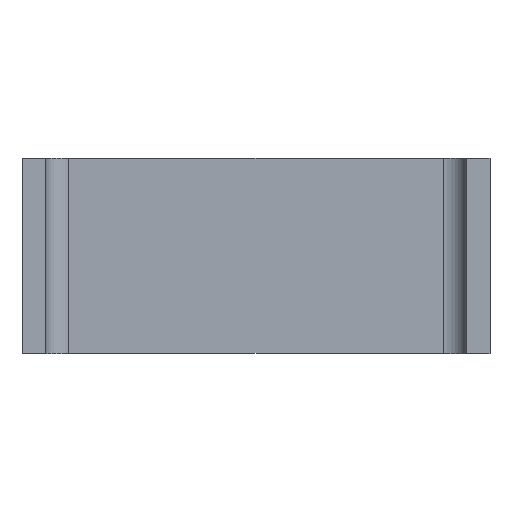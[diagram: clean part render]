
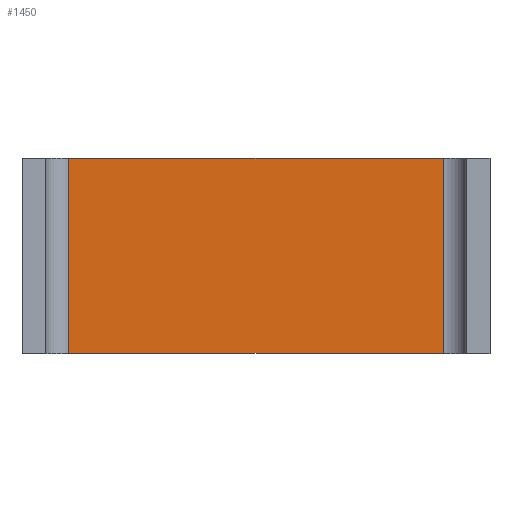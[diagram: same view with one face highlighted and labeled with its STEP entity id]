
A CAD part, left-side view. The second image highlights one B-rep face of the part: STEP entity #1450.
In plain terms, the highlighted planar face has unit normal (-1, 0, 0).
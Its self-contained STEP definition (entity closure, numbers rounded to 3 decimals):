
#319 = VERTEX_POINT('',#320);
#320 = CARTESIAN_POINT('',(174.,-161.,-440.3));
#334 = PLANE('',#335);
#335 = AXIS2_PLACEMENT_3D('',#336,#337,#338);
#336 = CARTESIAN_POINT('',(175.5,-185.,-440.3));
#337 = DIRECTION('',(0.,0.,1.));
#338 = DIRECTION('',(0.,-1.,0.));
#365 = CYLINDRICAL_SURFACE('',#366,3.);
#366 = AXIS2_PLACEMENT_3D('',#367,#368,#369);
#367 = CARTESIAN_POINT('',(171.,-161.,-440.3));
#368 = DIRECTION('',(0.,0.,1.));
#369 = DIRECTION('',(1.,0.,0.));
#485 = PLANE('',#486);
#486 = AXIS2_PLACEMENT_3D('',#487,#488,#489);
#487 = CARTESIAN_POINT('',(175.5,-185.,-465.3));
#488 = DIRECTION('',(0.,0.,1.));
#489 = DIRECTION('',(0.,-1.,0.));
#527 = VERTEX_POINT('',#528);
#528 = CARTESIAN_POINT('',(174.,-209.,-440.3));
#554 = EDGE_CURVE('',#319,#527,#555,.T.);
#555 = SURFACE_CURVE('',#556,(#560,#567),.PCURVE_S1.);
#556 = LINE('',#557,#558);
#557 = CARTESIAN_POINT('',(174.,-161.,-440.3));
#558 = VECTOR('',#559,1.);
#559 = DIRECTION('',(0.,-1.,0.));
#560 = PCURVE('',#334,#561);
#561 = DEFINITIONAL_REPRESENTATION('',(#562),#566);
#562 = LINE('',#563,#564);
#563 = CARTESIAN_POINT('',(-24.,-1.5));
#564 = VECTOR('',#565,1.);
#565 = DIRECTION('',(1.,0.));
#566 = ( GEOMETRIC_REPRESENTATION_CONTEXT(2) 
PARAMETRIC_REPRESENTATION_CONTEXT() REPRESENTATION_CONTEXT('2D SPACE',''
  ) );
#567 = PCURVE('',#568,#573);
#568 = PLANE('',#569);
#569 = AXIS2_PLACEMENT_3D('',#570,#571,#572);
#570 = CARTESIAN_POINT('',(174.,-155.,-440.3));
#571 = DIRECTION('',(1.,0.,0.));
#572 = DIRECTION('',(0.,-1.,0.));
#573 = DEFINITIONAL_REPRESENTATION('',(#574),#578);
#574 = LINE('',#575,#576);
#575 = CARTESIAN_POINT('',(6.,0.));
#576 = VECTOR('',#577,1.);
#577 = DIRECTION('',(1.,0.));
#578 = ( GEOMETRIC_REPRESENTATION_CONTEXT(2) 
PARAMETRIC_REPRESENTATION_CONTEXT() REPRESENTATION_CONTEXT('2D SPACE',''
  ) );
#660 = CYLINDRICAL_SURFACE('',#661,3.);
#661 = AXIS2_PLACEMENT_3D('',#662,#663,#664);
#662 = CARTESIAN_POINT('',(171.,-209.,-440.3));
#663 = DIRECTION('',(0.,0.,1.));
#664 = DIRECTION('',(0.,-1.,0.));
#1111 = VERTEX_POINT('',#1112);
#1112 = CARTESIAN_POINT('',(174.,-209.,-465.3));
#1164 = VERTEX_POINT('',#1165);
#1165 = CARTESIAN_POINT('',(174.,-161.,-465.3));
#1186 = EDGE_CURVE('',#1164,#1111,#1187,.T.);
#1187 = SURFACE_CURVE('',#1188,(#1192,#1199),.PCURVE_S1.);
#1188 = LINE('',#1189,#1190);
#1189 = CARTESIAN_POINT('',(174.,-161.,-465.3));
#1190 = VECTOR('',#1191,1.);
#1191 = DIRECTION('',(0.,-1.,0.));
#1192 = PCURVE('',#485,#1193);
#1193 = DEFINITIONAL_REPRESENTATION('',(#1194),#1198);
#1194 = LINE('',#1195,#1196);
#1195 = CARTESIAN_POINT('',(-24.,-1.5));
#1196 = VECTOR('',#1197,1.);
#1197 = DIRECTION('',(1.,0.));
#1198 = ( GEOMETRIC_REPRESENTATION_CONTEXT(2) 
PARAMETRIC_REPRESENTATION_CONTEXT() REPRESENTATION_CONTEXT('2D SPACE',''
  ) );
#1199 = PCURVE('',#568,#1200);
#1200 = DEFINITIONAL_REPRESENTATION('',(#1201),#1205);
#1201 = LINE('',#1202,#1203);
#1202 = CARTESIAN_POINT('',(6.,25.));
#1203 = VECTOR('',#1204,1.);
#1204 = DIRECTION('',(1.,0.));
#1205 = ( GEOMETRIC_REPRESENTATION_CONTEXT(2) 
PARAMETRIC_REPRESENTATION_CONTEXT() REPRESENTATION_CONTEXT('2D SPACE',''
  ) );
#1427 = EDGE_CURVE('',#319,#1164,#1428,.T.);
#1428 = SURFACE_CURVE('',#1429,(#1433,#1440),.PCURVE_S1.);
#1429 = LINE('',#1430,#1431);
#1430 = CARTESIAN_POINT('',(174.,-161.,-440.3));
#1431 = VECTOR('',#1432,1.);
#1432 = DIRECTION('',(0.,0.,-1.));
#1433 = PCURVE('',#365,#1434);
#1434 = DEFINITIONAL_REPRESENTATION('',(#1435),#1439);
#1435 = LINE('',#1436,#1437);
#1436 = CARTESIAN_POINT('',(0.,0.));
#1437 = VECTOR('',#1438,1.);
#1438 = DIRECTION('',(0.,-1.));
#1439 = ( GEOMETRIC_REPRESENTATION_CONTEXT(2) 
PARAMETRIC_REPRESENTATION_CONTEXT() REPRESENTATION_CONTEXT('2D SPACE',''
  ) );
#1440 = PCURVE('',#568,#1441);
#1441 = DEFINITIONAL_REPRESENTATION('',(#1442),#1446);
#1442 = LINE('',#1443,#1444);
#1443 = CARTESIAN_POINT('',(6.,0.));
#1444 = VECTOR('',#1445,1.);
#1445 = DIRECTION('',(0.,1.));
#1446 = ( GEOMETRIC_REPRESENTATION_CONTEXT(2) 
PARAMETRIC_REPRESENTATION_CONTEXT() REPRESENTATION_CONTEXT('2D SPACE',''
  ) );
#1450 = ADVANCED_FACE('',(#1451),#568,.F.);
#1451 = FACE_BOUND('',#1452,.F.);
#1452 = EDGE_LOOP('',(#1453,#1454,#1475,#1476));
#1453 = ORIENTED_EDGE('',*,*,#554,.T.);
#1454 = ORIENTED_EDGE('',*,*,#1455,.T.);
#1455 = EDGE_CURVE('',#527,#1111,#1456,.T.);
#1456 = SURFACE_CURVE('',#1457,(#1461,#1468),.PCURVE_S1.);
#1457 = LINE('',#1458,#1459);
#1458 = CARTESIAN_POINT('',(174.,-209.,-440.3));
#1459 = VECTOR('',#1460,1.);
#1460 = DIRECTION('',(0.,0.,-1.));
#1461 = PCURVE('',#568,#1462);
#1462 = DEFINITIONAL_REPRESENTATION('',(#1463),#1467);
#1463 = LINE('',#1464,#1465);
#1464 = CARTESIAN_POINT('',(54.,0.));
#1465 = VECTOR('',#1466,1.);
#1466 = DIRECTION('',(0.,1.));
#1467 = ( GEOMETRIC_REPRESENTATION_CONTEXT(2) 
PARAMETRIC_REPRESENTATION_CONTEXT() REPRESENTATION_CONTEXT('2D SPACE',''
  ) );
#1468 = PCURVE('',#660,#1469);
#1469 = DEFINITIONAL_REPRESENTATION('',(#1470),#1474);
#1470 = LINE('',#1471,#1472);
#1471 = CARTESIAN_POINT('',(1.571,0.));
#1472 = VECTOR('',#1473,1.);
#1473 = DIRECTION('',(0.,-1.));
#1474 = ( GEOMETRIC_REPRESENTATION_CONTEXT(2) 
PARAMETRIC_REPRESENTATION_CONTEXT() REPRESENTATION_CONTEXT('2D SPACE',''
  ) );
#1475 = ORIENTED_EDGE('',*,*,#1186,.F.);
#1476 = ORIENTED_EDGE('',*,*,#1427,.F.);
